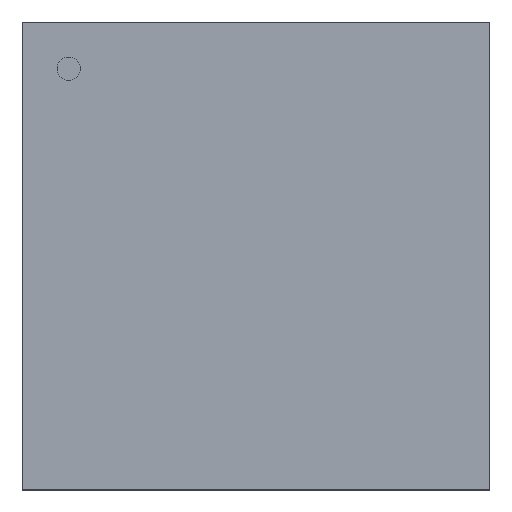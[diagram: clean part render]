
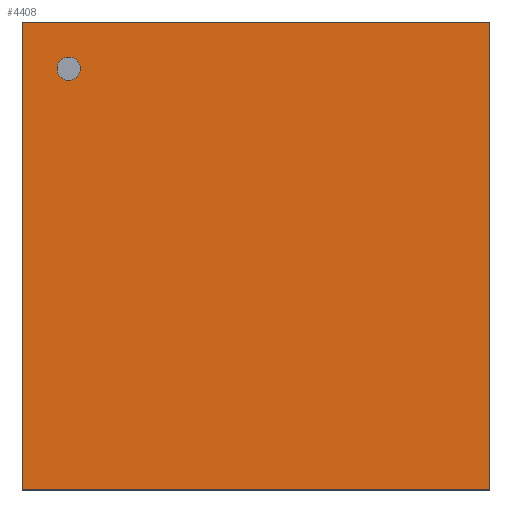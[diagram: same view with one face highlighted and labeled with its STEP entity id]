
A CAD part, top view. The second image highlights one B-rep face of the part: STEP entity #4408.
In plain terms, the highlighted planar face has unit normal (0, 0, 1).
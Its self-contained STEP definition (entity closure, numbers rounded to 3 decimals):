
#4184=CARTESIAN_POINT('',(9.055,-9.055,1.27));
#4183=VERTEX_POINT('',#4184);
#4194=CARTESIAN_POINT('',(-9.055,-9.055,1.27));
#4193=VERTEX_POINT('',#4194);
#4192=EDGE_CURVE('',#4193,#4183,#4197,.T.);
#4197=LINE('',#4194,#4199);
#4199=VECTOR('',#4200,18.11);
#4200=DIRECTION('',(1.0,0.0,0.0));
#4233=CARTESIAN_POINT('',(9.055,9.055,1.27));
#4232=VERTEX_POINT('',#4233);
#4241=EDGE_CURVE('',#4183,#4232,#4246,.T.);
#4246=LINE('',#4184,#4248);
#4248=VECTOR('',#4249,18.11);
#4249=DIRECTION('',(0.0,1.0,0.0));
#4282=CARTESIAN_POINT('',(-9.055,9.055,1.27));
#4281=VERTEX_POINT('',#4282);
#4290=EDGE_CURVE('',#4232,#4281,#4295,.T.);
#4295=LINE('',#4233,#4297);
#4297=VECTOR('',#4298,18.11);
#4298=DIRECTION('',(-1.0,0.0,0.0));
#4339=EDGE_CURVE('',#4281,#4193,#4344,.T.);
#4344=LINE('',#4282,#4346);
#4346=VECTOR('',#4347,18.11);
#4347=DIRECTION('',(0.0,-1.0,0.0));
#4408=ADVANCED_FACE('',(#4414),#4409,.T.);
#4409=PLANE('',#4410);
#4410=AXIS2_PLACEMENT_3D('',#4411,#4412,#4413);
#4411=CARTESIAN_POINT('',(-9.055,-9.055,1.27));
#4412=DIRECTION('',(0.0,0.0,1.0));
#4413=DIRECTION('',(0.,1.,0.));
#4414=FACE_OUTER_BOUND('',#4415,.T.);
#4415=EDGE_LOOP('',(#4416,#4426,#4436,#4446));
#4416=ORIENTED_EDGE('',*,*,#4192,.T.);
#4426=ORIENTED_EDGE('',*,*,#4241,.T.);
#4436=ORIENTED_EDGE('',*,*,#4290,.T.);
#4446=ORIENTED_EDGE('',*,*,#4339,.T.);
